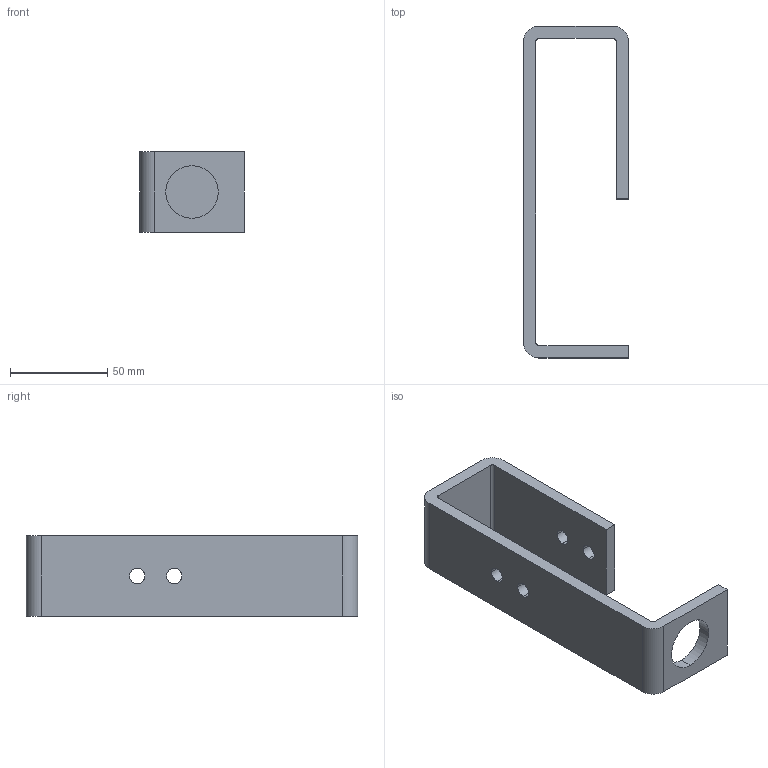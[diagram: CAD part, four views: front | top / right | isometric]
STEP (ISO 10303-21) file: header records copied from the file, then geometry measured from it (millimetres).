
FILE_DESCRIPTION(('TurboCAD Mac Pro'),'Build 980');
FILE_NAME('P2602.stp',' ',(''),(''),'ACIS Interop','IMSI','TurboCAD Mac Pro BY IMSI, INCORPORATED');
FILE_SCHEMA(('automotive_design'));
Length unit declared in the file: inch
Products named in the file (1): 1
Bounding box: 53.98 x 170.65 x 41.27 mm (x, y, z)
Volume: 84829.2 mm3; surface area: 32762 mm2
Topology: 1 solids, 1 shells, 38 faces, 108 edges, 72 vertices
Faces by surface type: bspline 26, plane 12
Entity records: 1716 total; most frequent: CARTESIAN_POINT 557, ORIENTED_EDGE 216, EDGE_CURVE 108, DIRECTION 82, VERTEX_POINT 72, LINE 56, VECTOR 56, B_SPLINE_CURVE_WITH_KNOTS 52
